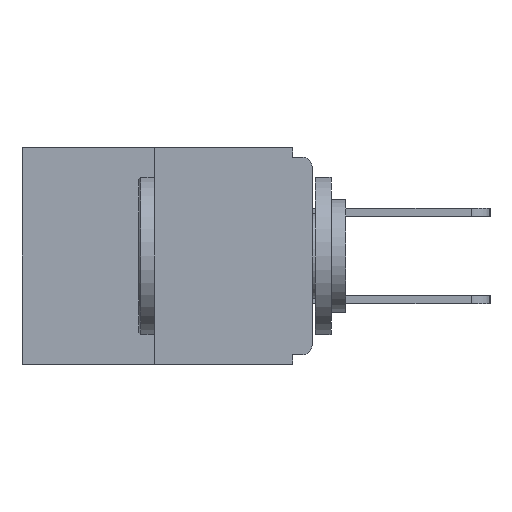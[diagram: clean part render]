
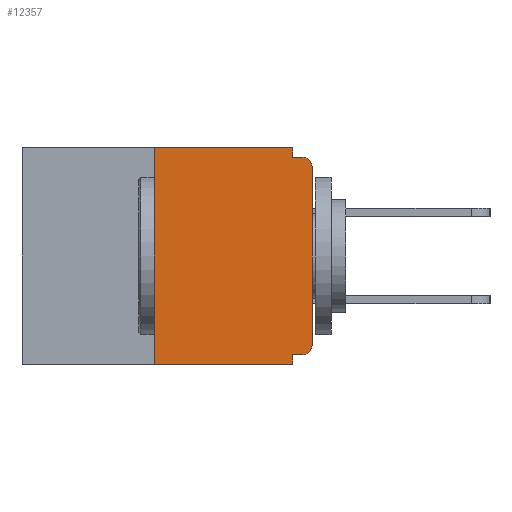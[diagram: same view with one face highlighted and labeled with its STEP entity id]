
A CAD part, left-side view. The second image highlights one B-rep face of the part: STEP entity #12357.
In plain terms, the highlighted planar face has unit normal (-1, 0, 0).
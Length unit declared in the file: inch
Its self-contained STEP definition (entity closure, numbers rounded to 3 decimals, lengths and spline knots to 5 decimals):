
#21 = VERTEX_POINT ( 'NONE', #2545 ) ;
#131 = VECTOR ( 'NONE', #4582, 39.37008 ) ;
#491 = VECTOR ( 'NONE', #8209, 39.37008 ) ;
#540 = EDGE_CURVE ( 'NONE', #10415, #10086, #1625, .T. ) ;
#997 = LINE ( 'NONE', #9312, #1337 ) ;
#1077 = DIRECTION ( 'NONE',  ( 1., 0., 0. ) ) ;
#1337 = VECTOR ( 'NONE', #3161, 39.37008 ) ;
#1368 = DIRECTION ( 'NONE',  ( 0., 0., -1. ) ) ;
#1625 = LINE ( 'NONE', #6474, #12372 ) ;
#1817 = VECTOR ( 'NONE', #4167, 39.37008 ) ;
#1941 = CARTESIAN_POINT ( 'NONE',  ( 0., 0.031, -0.015 ) ) ;
#2065 = CARTESIAN_POINT ( 'NONE',  ( 0., 0.015, -0.015 ) ) ;
#2170 = DIRECTION ( 'NONE',  ( 0., 0., -1. ) ) ;
#2190 = DIRECTION ( 'NONE',  ( 0., -1., 0. ) ) ;
#2545 = CARTESIAN_POINT ( 'NONE',  ( 0., 0.015, -0.328 ) ) ;
#2638 = ORIENTED_EDGE ( 'NONE', *, *, #10530, .F. ) ;
#2850 = EDGE_CURVE ( 'NONE', #10086, #13344, #10550, .T. ) ;
#3144 = EDGE_CURVE ( 'NONE', #13344, #6771, #10540, .T. ) ;
#3161 = DIRECTION ( 'NONE',  ( 0., 1., 0. ) ) ;
#3188 = CARTESIAN_POINT ( 'NONE',  ( 0., 0., -0.015 ) ) ;
#3342 = DIRECTION ( 'NONE',  ( -1., 0., 0. ) ) ;
#3551 = EDGE_CURVE ( 'NONE', #11908, #7211, #11049, .T. ) ;
#4167 = DIRECTION ( 'NONE',  ( 0., 0., 1. ) ) ;
#4368 = CARTESIAN_POINT ( 'NONE',  ( 0., 0., -0.313 ) ) ;
#4582 = DIRECTION ( 'NONE',  ( 0., 0., 1. ) ) ;
#4881 = DIRECTION ( 'NONE',  ( 0., 0., -1. ) ) ;
#4900 = DIRECTION ( 'NONE',  ( -1., 0., 0. ) ) ;
#5122 = VECTOR ( 'NONE', #7571, 39.37008 ) ;
#5336 = CARTESIAN_POINT ( 'NONE',  ( 0., 0.015, -0.313 ) ) ;
#5343 = AXIS2_PLACEMENT_3D ( 'NONE', #5336, #3342, #2170 ) ;
#5444 = DIRECTION ( 'NONE',  ( 0., -1., 0. ) ) ;
#5883 = CARTESIAN_POINT ( 'NONE',  ( 0., 0.031, -0.328 ) ) ;
#6016 = DIRECTION ( 'NONE',  ( 0., 0., -1. ) ) ;
#6413 = EDGE_CURVE ( 'NONE', #12548, #6771, #12444, .T. ) ;
#6474 = CARTESIAN_POINT ( 'NONE',  ( 0., 0.46, 0. ) ) ;
#6771 = VERTEX_POINT ( 'NONE', #2065 ) ;
#6869 = CARTESIAN_POINT ( 'NONE',  ( 0., 0.031, -0.343 ) ) ;
#7069 = VERTEX_POINT ( 'NONE', #5883 ) ;
#7211 = VERTEX_POINT ( 'NONE', #6869 ) ;
#7538 = CARTESIAN_POINT ( 'NONE',  ( 0., 0.46, -0.343 ) ) ;
#7571 = DIRECTION ( 'NONE',  ( 0., -1., 0. ) ) ;
#7838 = CARTESIAN_POINT ( 'NONE',  ( 0., 0.031, 0. ) ) ;
#8209 = DIRECTION ( 'NONE',  ( 0., 0., -1. ) ) ;
#8320 = EDGE_CURVE ( 'NONE', #21, #7069, #997, .T. ) ;
#8328 = CIRCLE ( 'NONE', #5343, 0.015 ) ;
#8414 = ORIENTED_EDGE ( 'NONE', *, *, #9347, .T. ) ;
#8695 = EDGE_LOOP ( 'NONE', ( #12483, #2638, #12150, #13091, #9644, #11836, #8414, #13084, #9007, #8830 ) ) ;
#8830 = ORIENTED_EDGE ( 'NONE', *, *, #2850, .F. ) ;
#9007 = ORIENTED_EDGE ( 'NONE', *, *, #3144, .F. ) ;
#9201 = CARTESIAN_POINT ( 'NONE',  ( 0., 0.031, -0.343 ) ) ;
#9312 = CARTESIAN_POINT ( 'NONE',  ( 0., 0., -0.328 ) ) ;
#9323 = PLANE ( 'NONE',  #10576 ) ;
#9347 = EDGE_CURVE ( 'NONE', #13526, #12548, #11746, .T. ) ;
#9551 = VECTOR ( 'NONE', #1368, 39.37008 ) ;
#9597 = EDGE_CURVE ( 'NONE', #7069, #7211, #10422, .T. ) ;
#9644 = ORIENTED_EDGE ( 'NONE', *, *, #8320, .F. ) ;
#9909 = LINE ( 'NONE', #11070, #131 ) ;
#10086 = VERTEX_POINT ( 'NONE', #13474 ) ;
#10347 = FACE_OUTER_BOUND ( 'NONE', #8695, .T. ) ;
#10415 = VERTEX_POINT ( 'NONE', #12941 ) ;
#10422 = LINE ( 'NONE', #9201, #491 ) ;
#10530 = EDGE_CURVE ( 'NONE', #11908, #10415, #9909, .T. ) ;
#10540 = LINE ( 'NONE', #3188, #5122 ) ;
#10550 = LINE ( 'NONE', #7838, #9551 ) ;
#10576 = AXIS2_PLACEMENT_3D ( 'NONE', #10832, #1077, #4881 ) ;
#10832 = CARTESIAN_POINT ( 'NONE',  ( 0., 0.46, 0. ) ) ;
#11049 = LINE ( 'NONE', #7538, #13030 ) ;
#11070 = CARTESIAN_POINT ( 'NONE',  ( 0., 0.25, 0. ) ) ;
#11285 = CARTESIAN_POINT ( 'NONE',  ( 0., 0.015, -0.03 ) ) ;
#11431 = AXIS2_PLACEMENT_3D ( 'NONE', #11285, #4900, #6016 ) ;
#11746 = LINE ( 'NONE', #13793, #1817 ) ;
#11836 = ORIENTED_EDGE ( 'NONE', *, *, #13436, .T. ) ;
#11908 = VERTEX_POINT ( 'NONE', #12931 ) ;
#12150 = ORIENTED_EDGE ( 'NONE', *, *, #3551, .T. ) ;
#12357 = ADVANCED_FACE ( 'NONE', ( #10347 ), #9323, .F. ) ;
#12372 = VECTOR ( 'NONE', #2190, 39.37008 ) ;
#12444 = CIRCLE ( 'NONE', #11431, 0.015 ) ;
#12483 = ORIENTED_EDGE ( 'NONE', *, *, #540, .F. ) ;
#12548 = VERTEX_POINT ( 'NONE', #13107 ) ;
#12931 = CARTESIAN_POINT ( 'NONE',  ( 0., 0.25, -0.343 ) ) ;
#12941 = CARTESIAN_POINT ( 'NONE',  ( 0., 0.25, 0. ) ) ;
#13030 = VECTOR ( 'NONE', #5444, 39.37008 ) ;
#13084 = ORIENTED_EDGE ( 'NONE', *, *, #6413, .T. ) ;
#13091 = ORIENTED_EDGE ( 'NONE', *, *, #9597, .F. ) ;
#13107 = CARTESIAN_POINT ( 'NONE',  ( 0., 0., -0.03 ) ) ;
#13344 = VERTEX_POINT ( 'NONE', #1941 ) ;
#13436 = EDGE_CURVE ( 'NONE', #21, #13526, #8328, .T. ) ;
#13474 = CARTESIAN_POINT ( 'NONE',  ( 0., 0.031, 0. ) ) ;
#13526 = VERTEX_POINT ( 'NONE', #4368 ) ;
#13793 = CARTESIAN_POINT ( 'NONE',  ( 0., 0., 0. ) ) ;
